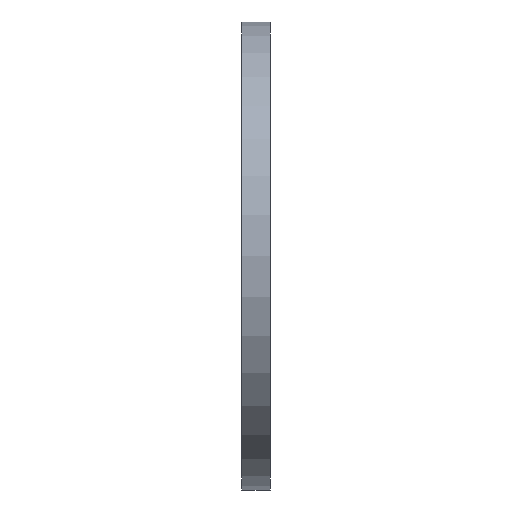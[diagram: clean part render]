
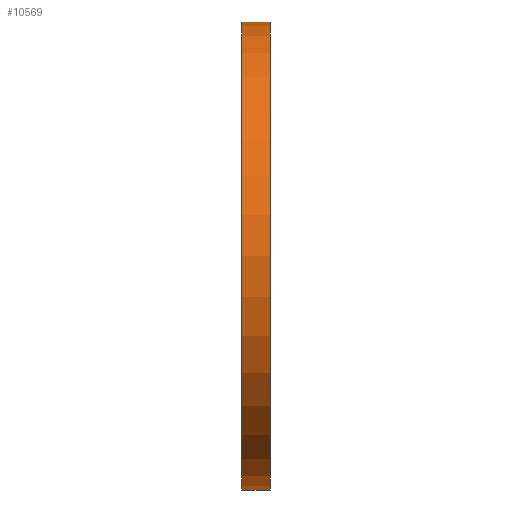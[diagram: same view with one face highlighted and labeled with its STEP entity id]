
A CAD part, left-side view. The second image highlights one B-rep face of the part: STEP entity #10569.
In plain terms, the highlighted cylindrical face has radius 50 mm (diameter 100 mm), a partial arc.
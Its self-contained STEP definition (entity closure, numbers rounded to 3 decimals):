
#217 = DIRECTION ( 'NONE',  ( 0., 0., -1. ) ) ;
#219 = LINE ( 'NONE', #8871, #712 ) ;
#712 = VECTOR ( 'NONE', #10998, 1000. ) ;
#1167 = CARTESIAN_POINT ( 'NONE',  ( 0., 6., -50. ) ) ;
#1276 = DIRECTION ( 'NONE',  ( 0., 1., 0. ) ) ;
#1653 = VERTEX_POINT ( 'NONE', #10630 ) ;
#2344 = DIRECTION ( 'NONE',  ( 0., 0., 1. ) ) ;
#2553 = ORIENTED_EDGE ( 'NONE', *, *, #11265, .T. ) ;
#2873 = CARTESIAN_POINT ( 'NONE',  ( 0., 6., -50. ) ) ;
#3256 = LINE ( 'NONE', #1167, #5374 ) ;
#3668 = EDGE_CURVE ( 'NONE', #8535, #3940, #6345, .T. ) ;
#3940 = VERTEX_POINT ( 'NONE', #9597 ) ;
#4161 = ORIENTED_EDGE ( 'NONE', *, *, #3668, .F. ) ;
#5374 = VECTOR ( 'NONE', #12733, 1000. ) ;
#5475 = EDGE_CURVE ( 'NONE', #3940, #9176, #219, .T. ) ;
#5587 = AXIS2_PLACEMENT_3D ( 'NONE', #8327, #11773, #217 ) ;
#5641 = CARTESIAN_POINT ( 'NONE',  ( 0., 0., 0. ) ) ;
#5887 = CYLINDRICAL_SURFACE ( 'NONE', #5587, 50. ) ;
#6345 = CIRCLE ( 'NONE', #8420, 50. ) ;
#7434 = CIRCLE ( 'NONE', #8453, 50. ) ;
#7704 = EDGE_CURVE ( 'NONE', #1653, #9176, #7434, .T. ) ;
#8327 = CARTESIAN_POINT ( 'NONE',  ( 0., 6., 0. ) ) ;
#8420 = AXIS2_PLACEMENT_3D ( 'NONE', #12170, #10132, #11179 ) ;
#8453 = AXIS2_PLACEMENT_3D ( 'NONE', #5641, #1276, #2344 ) ;
#8535 = VERTEX_POINT ( 'NONE', #2873 ) ;
#8871 = CARTESIAN_POINT ( 'NONE',  ( 0., 6., 50. ) ) ;
#9176 = VERTEX_POINT ( 'NONE', #12003 ) ;
#9597 = CARTESIAN_POINT ( 'NONE',  ( 0., 6., 50. ) ) ;
#9962 = ORIENTED_EDGE ( 'NONE', *, *, #5475, .F. ) ;
#10132 = DIRECTION ( 'NONE',  ( 0., 1., 0. ) ) ;
#10569 = ADVANCED_FACE ( 'NONE', ( #12824 ), #5887, .T. ) ;
#10630 = CARTESIAN_POINT ( 'NONE',  ( 0., 0., -50. ) ) ;
#10998 = DIRECTION ( 'NONE',  ( 0., -1., 0. ) ) ;
#11179 = DIRECTION ( 'NONE',  ( 0., 0., 1. ) ) ;
#11265 = EDGE_CURVE ( 'NONE', #8535, #1653, #3256, .T. ) ;
#11773 = DIRECTION ( 'NONE',  ( 0., -1., 0. ) ) ;
#12003 = CARTESIAN_POINT ( 'NONE',  ( 0., 0., 50. ) ) ;
#12101 = EDGE_LOOP ( 'NONE', ( #9962, #4161, #2553, #13484 ) ) ;
#12170 = CARTESIAN_POINT ( 'NONE',  ( 0., 6., 0. ) ) ;
#12733 = DIRECTION ( 'NONE',  ( 0., -1., 0. ) ) ;
#12824 = FACE_OUTER_BOUND ( 'NONE', #12101, .T. ) ;
#13484 = ORIENTED_EDGE ( 'NONE', *, *, #7704, .T. ) ;
